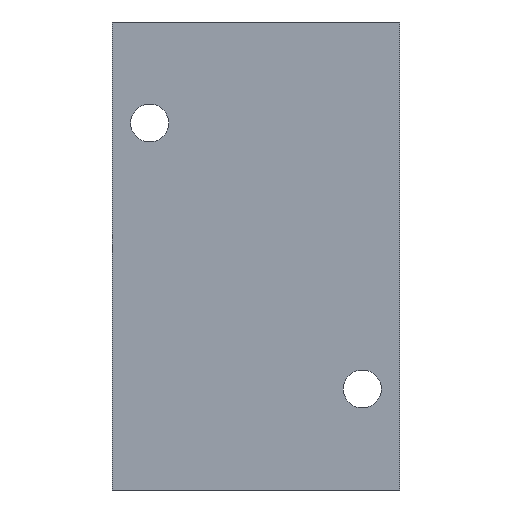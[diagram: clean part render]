
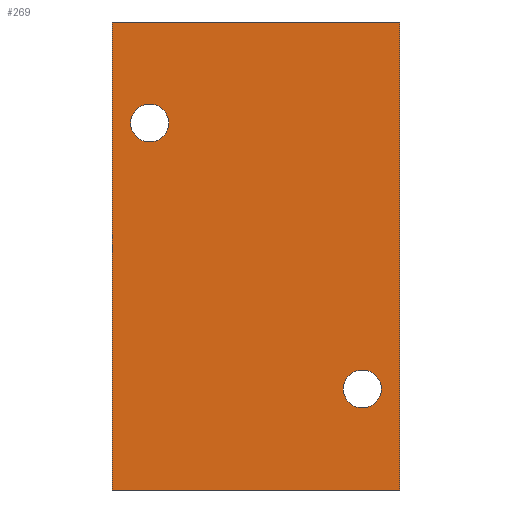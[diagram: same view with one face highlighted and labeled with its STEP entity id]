
A CAD part, front view. The second image highlights one B-rep face of the part: STEP entity #269.
In plain terms, the highlighted planar face has unit normal (0, -1, 0).
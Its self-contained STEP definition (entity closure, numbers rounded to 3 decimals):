
#5 = VECTOR ( 'NONE', #636, 1000. ) ;
#6 = ORIENTED_EDGE ( 'NONE', *, *, #1161, .F. ) ;
#15 = CARTESIAN_POINT ( 'NONE',  ( -54., -38.5, 88. ) ) ;
#25 = CIRCLE ( 'NONE', #661, 7.125 ) ;
#95 = AXIS2_PLACEMENT_3D ( 'NONE', #487, #543, #257 ) ;
#100 = DIRECTION ( 'NONE',  ( 0., 0., -1. ) ) ;
#146 = ORIENTED_EDGE ( 'NONE', *, *, #1042, .F. ) ;
#171 = DIRECTION ( 'NONE',  ( 0., -1., 0. ) ) ;
#174 = CARTESIAN_POINT ( 'NONE',  ( 54., -38.5, 88. ) ) ;
#186 = VECTOR ( 'NONE', #639, 1000. ) ;
#209 = EDGE_CURVE ( 'NONE', #842, #1839, #363, .T. ) ;
#227 = EDGE_CURVE ( 'NONE', #1097, #842, #521, .T. ) ;
#257 = DIRECTION ( 'NONE',  ( 0., 0., 1. ) ) ;
#267 = DIRECTION ( 'NONE',  ( 0., -1., 0. ) ) ;
#269 = ADVANCED_FACE ( 'NONE', ( #1219, #924, #1488 ), #627, .F. ) ;
#300 = CIRCLE ( 'NONE', #1352, 7.125 ) ;
#301 = CARTESIAN_POINT ( 'NONE',  ( 54., -38.5, 88. ) ) ;
#363 = LINE ( 'NONE', #956, #5 ) ;
#467 = EDGE_LOOP ( 'NONE', ( #1130, #1644 ) ) ;
#472 = EDGE_LOOP ( 'NONE', ( #777, #146 ) ) ;
#487 = CARTESIAN_POINT ( 'NONE',  ( -54., -38.5, 88. ) ) ;
#521 = LINE ( 'NONE', #1216, #186 ) ;
#542 = ORIENTED_EDGE ( 'NONE', *, *, #1026, .F. ) ;
#543 = DIRECTION ( 'NONE',  ( 0., 1., 0. ) ) ;
#606 = ORIENTED_EDGE ( 'NONE', *, *, #209, .T. ) ;
#617 = CARTESIAN_POINT ( 'NONE',  ( -54., -38.5, -88. ) ) ;
#627 = PLANE ( 'NONE',  #95 ) ;
#631 = AXIS2_PLACEMENT_3D ( 'NONE', #831, #1107, #100 ) ;
#636 = DIRECTION ( 'NONE',  ( 1., 0., 0. ) ) ;
#639 = DIRECTION ( 'NONE',  ( 0., 0., -1. ) ) ;
#661 = AXIS2_PLACEMENT_3D ( 'NONE', #1762, #802, #1469 ) ;
#674 = LINE ( 'NONE', #1688, #1674 ) ;
#710 = LINE ( 'NONE', #301, #1474 ) ;
#718 = VERTEX_POINT ( 'NONE', #726 ) ;
#726 = CARTESIAN_POINT ( 'NONE',  ( 40., -38.5, -57.125 ) ) ;
#756 = CIRCLE ( 'NONE', #631, 7.125 ) ;
#777 = ORIENTED_EDGE ( 'NONE', *, *, #1226, .F. ) ;
#802 = DIRECTION ( 'NONE',  ( 0., -1., 0. ) ) ;
#831 = CARTESIAN_POINT ( 'NONE',  ( -40., -38.5, 50. ) ) ;
#840 = CARTESIAN_POINT ( 'NONE',  ( -40., -38.5, 57.125 ) ) ;
#842 = VERTEX_POINT ( 'NONE', #617 ) ;
#894 = CARTESIAN_POINT ( 'NONE',  ( -40., -38.5, 42.875 ) ) ;
#924 = FACE_BOUND ( 'NONE', #467, .T. ) ;
#956 = CARTESIAN_POINT ( 'NONE',  ( -54., -38.5, -88. ) ) ;
#981 = EDGE_CURVE ( 'NONE', #1409, #1794, #756, .T. ) ;
#982 = CARTESIAN_POINT ( 'NONE',  ( 40., -38.5, -50. ) ) ;
#1026 = EDGE_CURVE ( 'NONE', #1097, #1584, #674, .T. ) ;
#1035 = VERTEX_POINT ( 'NONE', #1551 ) ;
#1042 = EDGE_CURVE ( 'NONE', #1035, #718, #300, .T. ) ;
#1067 = CIRCLE ( 'NONE', #1300, 7.125 ) ;
#1091 = EDGE_LOOP ( 'NONE', ( #606, #6, #542, #1478 ) ) ;
#1097 = VERTEX_POINT ( 'NONE', #15 ) ;
#1107 = DIRECTION ( 'NONE',  ( 0., -1., 0. ) ) ;
#1130 = ORIENTED_EDGE ( 'NONE', *, *, #1799, .F. ) ;
#1161 = EDGE_CURVE ( 'NONE', #1584, #1839, #710, .T. ) ;
#1216 = CARTESIAN_POINT ( 'NONE',  ( -54., -38.5, 88. ) ) ;
#1219 = FACE_BOUND ( 'NONE', #472, .T. ) ;
#1226 = EDGE_CURVE ( 'NONE', #718, #1035, #25, .T. ) ;
#1243 = DIRECTION ( 'NONE',  ( 1., 0., 0. ) ) ;
#1285 = DIRECTION ( 'NONE',  ( 0., 0., -1. ) ) ;
#1300 = AXIS2_PLACEMENT_3D ( 'NONE', #1457, #171, #1316 ) ;
#1316 = DIRECTION ( 'NONE',  ( 0., 0., -1. ) ) ;
#1352 = AXIS2_PLACEMENT_3D ( 'NONE', #982, #267, #1544 ) ;
#1409 = VERTEX_POINT ( 'NONE', #840 ) ;
#1457 = CARTESIAN_POINT ( 'NONE',  ( -40., -38.5, 50. ) ) ;
#1469 = DIRECTION ( 'NONE',  ( 0., 0., -1. ) ) ;
#1474 = VECTOR ( 'NONE', #1285, 1000. ) ;
#1478 = ORIENTED_EDGE ( 'NONE', *, *, #227, .T. ) ;
#1488 = FACE_OUTER_BOUND ( 'NONE', #1091, .T. ) ;
#1544 = DIRECTION ( 'NONE',  ( 0., 0., -1. ) ) ;
#1551 = CARTESIAN_POINT ( 'NONE',  ( 40., -38.5, -42.875 ) ) ;
#1584 = VERTEX_POINT ( 'NONE', #174 ) ;
#1644 = ORIENTED_EDGE ( 'NONE', *, *, #981, .F. ) ;
#1674 = VECTOR ( 'NONE', #1243, 1000. ) ;
#1688 = CARTESIAN_POINT ( 'NONE',  ( -54., -38.5, 88. ) ) ;
#1762 = CARTESIAN_POINT ( 'NONE',  ( 40., -38.5, -50. ) ) ;
#1766 = CARTESIAN_POINT ( 'NONE',  ( 54., -38.5, -88. ) ) ;
#1794 = VERTEX_POINT ( 'NONE', #894 ) ;
#1799 = EDGE_CURVE ( 'NONE', #1794, #1409, #1067, .T. ) ;
#1839 = VERTEX_POINT ( 'NONE', #1766 ) ;
